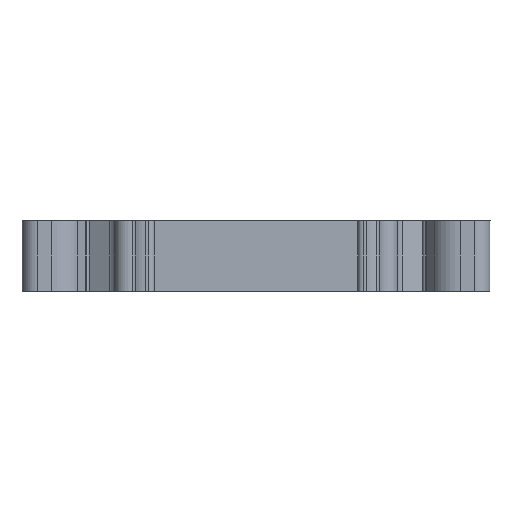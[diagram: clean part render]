
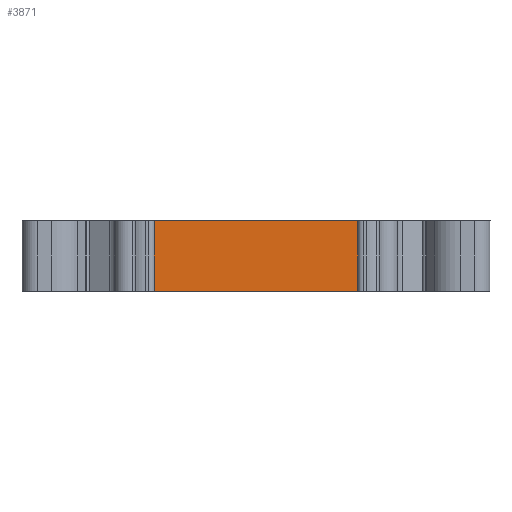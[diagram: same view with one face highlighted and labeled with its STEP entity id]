
A CAD part, front view. The second image highlights one B-rep face of the part: STEP entity #3871.
In plain terms, the highlighted planar face has unit normal (0, -1, 0).
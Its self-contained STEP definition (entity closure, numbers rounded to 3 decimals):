
#231 = ORIENTED_EDGE ( 'NONE', *, *, #3431, .F. ) ;
#251 = ORIENTED_EDGE ( 'NONE', *, *, #3388, .T. ) ;
#252 = ORIENTED_EDGE ( 'NONE', *, *, #3409, .T. ) ;
#317 = ORIENTED_EDGE ( 'NONE', *, *, #3209, .T. ) ;
#972 = EDGE_LOOP ( 'NONE', ( #252, #231, #251, #317 ) ) ;
#2987 = CARTESIAN_POINT ( 'NONE',  ( 1384.442, 1017.628, 3.35 ) ) ;
#3008 = CARTESIAN_POINT ( 'NONE',  ( 1404.042, 1017.628, 3.35 ) ) ;
#3209 = EDGE_CURVE ( 'NONE', #6749, #6764, #7447, .T. ) ;
#3388 = EDGE_CURVE ( 'NONE', #6879, #6749, #8071, .T. ) ;
#3409 = EDGE_CURVE ( 'NONE', #6764, #8399, #8124, .T. ) ;
#3431 = EDGE_CURVE ( 'NONE', #6879, #8399, #8180, .T. ) ;
#3871 = ADVANCED_FACE ( 'NONE', ( #5110 ), #5091, .T. ) ;
#5062 = DIRECTION ( 'NONE',  ( 1., 0., 0. ) ) ;
#5080 = DIRECTION ( 'NONE',  ( 0., -1., 0. ) ) ;
#5091 = PLANE ( 'NONE',  #9366 ) ;
#5108 = CARTESIAN_POINT ( 'NONE',  ( 1394.242, 1017.628, -3.3 ) ) ;
#5110 = FACE_OUTER_BOUND ( 'NONE', #972, .T. ) ;
#6749 = VERTEX_POINT ( 'NONE', #3008 ) ;
#6764 = VERTEX_POINT ( 'NONE', #2987 ) ;
#6879 = VERTEX_POINT ( 'NONE', #7637 ) ;
#7118 = CARTESIAN_POINT ( 'NONE',  ( 1384.442, 1017.628, -3.35 ) ) ;
#7447 = LINE ( 'NONE', #7457, #8532 ) ;
#7448 = DIRECTION ( 'NONE',  ( -1., 0., 0. ) ) ;
#7457 = CARTESIAN_POINT ( 'NONE',  ( 1394.242, 1017.628, 3.35 ) ) ;
#7637 = CARTESIAN_POINT ( 'NONE',  ( 1404.042, 1017.628, -3.35 ) ) ;
#8049 = CARTESIAN_POINT ( 'NONE',  ( 1404.042, 1017.628, -3.35 ) ) ;
#8071 = LINE ( 'NONE', #8049, #8779 ) ;
#8084 = DIRECTION ( 'NONE',  ( 0., 0., 1. ) ) ;
#8088 = CARTESIAN_POINT ( 'NONE',  ( 1384.442, 1017.628, -3.3 ) ) ;
#8091 = DIRECTION ( 'NONE',  ( 0., 0., -1. ) ) ;
#8124 = LINE ( 'NONE', #8088, #8764 ) ;
#8180 = LINE ( 'NONE', #8214, #8872 ) ;
#8202 = DIRECTION ( 'NONE',  ( -1., 0., 0. ) ) ;
#8214 = CARTESIAN_POINT ( 'NONE',  ( 1394.242, 1017.628, -3.35 ) ) ;
#8399 = VERTEX_POINT ( 'NONE', #7118 ) ;
#8532 = VECTOR ( 'NONE', #7448, 1000. ) ;
#8764 = VECTOR ( 'NONE', #8091, 1000. ) ;
#8779 = VECTOR ( 'NONE', #8084, 1000. ) ;
#8872 = VECTOR ( 'NONE', #8202, 1000. ) ;
#9366 = AXIS2_PLACEMENT_3D ( 'NONE', #5108, #5080, #5062 ) ;
